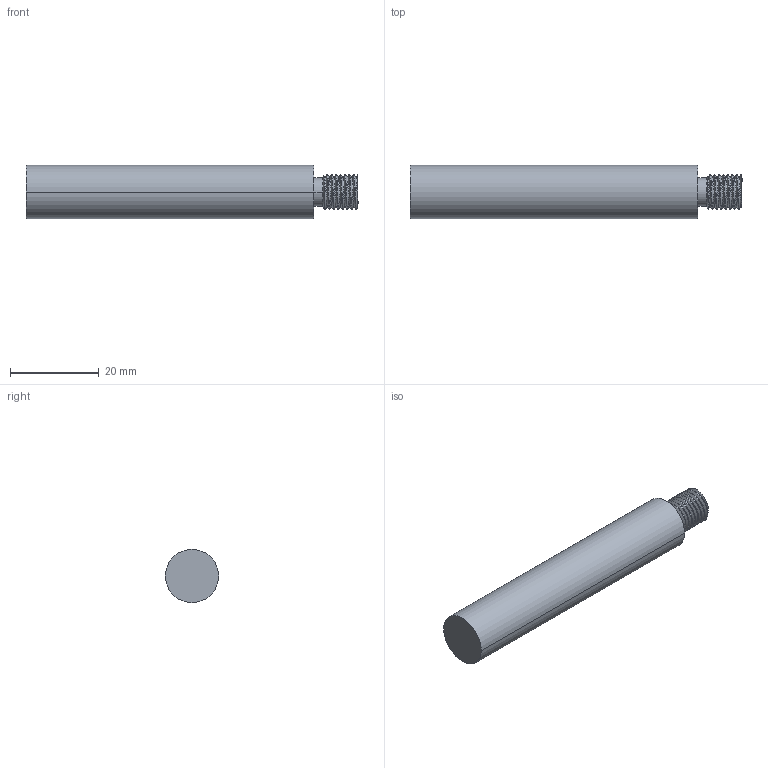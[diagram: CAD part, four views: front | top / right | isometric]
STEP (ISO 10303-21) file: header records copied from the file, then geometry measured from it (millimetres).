
FILE_DESCRIPTION (( 'STEP AP203' ), '1' );
FILE_NAME ('3D_GC_2112_65_188704110.STEP', '2024-10-15T10:55:15', ( '' ), ( '' ), 'SwSTEP 2.0', 'SolidWorks 2024', '' );
FILE_SCHEMA (( 'CONFIG_CONTROL_DESIGN' ));
Length unit declared in the file: millimetre
Products named in the file (1): 3D_GC_2112_65_188704110
Bounding box: 75 x 12 x 12 mm (x, y, z)
Volume: 7757.6 mm3; surface area: 3031.4 mm2
Topology: 1 solids, 1 shells, 28 faces, 73 edges, 48 vertices
Faces by surface type: cylinder 20, plane 3, bspline 3, cone 2
Entity records: 2384 total; most frequent: CARTESIAN_POINT 1736, ORIENTED_EDGE 146, DIRECTION 93, EDGE_CURVE 73, VERTEX_POINT 48, AXIS2_PLACEMENT_3D 36, EDGE_LOOP 29, FACE_OUTER_BOUND 28
